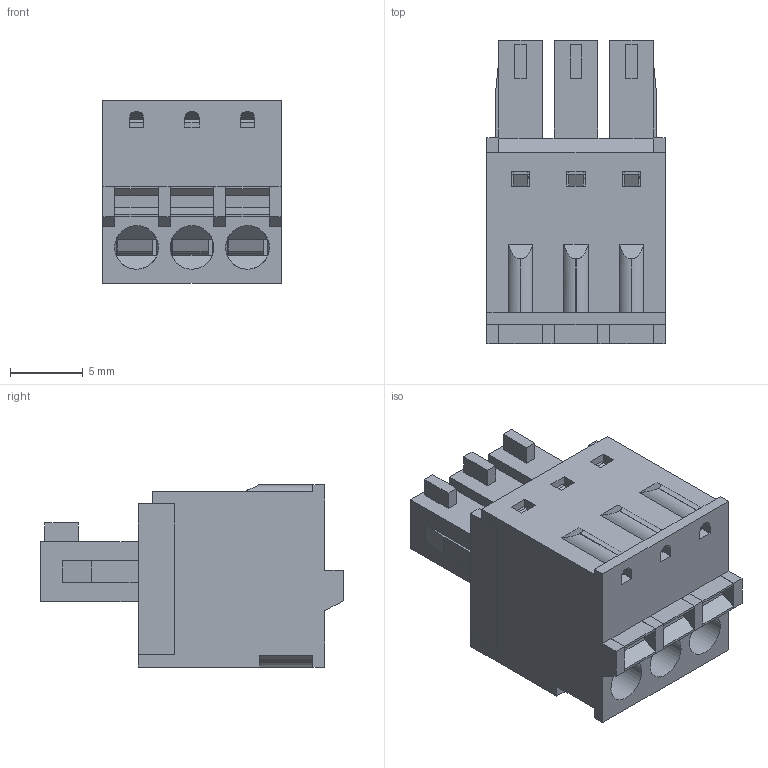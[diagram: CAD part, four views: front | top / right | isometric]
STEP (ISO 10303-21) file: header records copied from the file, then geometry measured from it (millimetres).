
FILE_DESCRIPTION( ( 'Unknown' ), '1' );
FILE_NAME( '691368300003B.stp', 'Unknown', ( 'Unknown' ), ( 'Unknown' ), 'PSStep 19.0.9', 'Unknown', ' ' );
FILE_SCHEMA( ( 'AUTOMOTIVE_DESIGN { 1 0 10303 214 1 1 1 1 }' ) );
Length unit declared in the file: millimetre
Products named in the file (6): Assem1; 6913683000xxB_BOUTON; 6913683000xxB_PIN; 6913683000xxB_LANGUETTE; 691368300003B; 691368300003B_BACK
Assembly tree (11 placements, depth 2):
  Assem1
    6913683000xxB_BOUTON  x3
    6913683000xxB_PIN  x3
    6913683000xxB_LANGUETTE  x3
    691368300003B
    691368300003B_BACK
Bounding box: 12.23 x 20.8 x 12.5 mm (x, y, z)
Volume: 1308.1 mm3; surface area: 4088.4 mm2
Topology: 11 solids, 11 shells, 904 faces, 2523 edges, 1632 vertices
Faces by surface type: plane 772, cylinder 132
Full cylindrical faces by diameter (mm): 1 x3, 3 x3
Entity records: 25127 total; most frequent: CARTESIAN_POINT 3625, ORIENTED_EDGE 3518, DIRECTION 3185, EDGE_CURVE 1759, LINE 1605, VECTOR 1605, VERTEX_POINT 1134, AXIS2_PLACEMENT_3D 790
